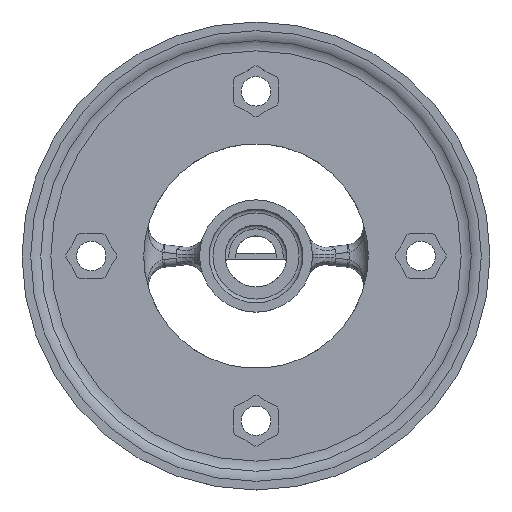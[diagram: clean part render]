
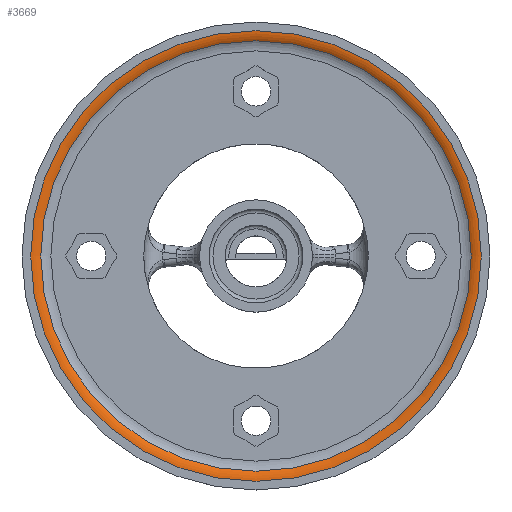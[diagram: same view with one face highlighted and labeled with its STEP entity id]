
A CAD part, top view. The second image highlights one B-rep face of the part: STEP entity #3669.
In plain terms, the highlighted toroidal (fillet/blend) face has major radius 38.208 mm and minor radius 3.175 mm.
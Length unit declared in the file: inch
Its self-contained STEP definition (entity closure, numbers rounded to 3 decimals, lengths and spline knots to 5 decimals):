
#1193=FACE_OUTER_BOUND('',#1403,.T.);
#1403=EDGE_LOOP('',(#3366,#3367,#3368,#3369,#3370,#3371));
#1524=CIRCLE('',#3966,1.50423);
#1525=CIRCLE('',#3967,0.125);
#1526=CIRCLE('',#3968,1.4369);
#1527=CIRCLE('',#3969,1.4369);
#1528=CIRCLE('',#3970,1.50423);
#1868=VERTEX_POINT('',#6994);
#1869=VERTEX_POINT('',#6995);
#1870=VERTEX_POINT('',#6997);
#1871=VERTEX_POINT('',#6999);
#2382=EDGE_CURVE('',#1868,#1869,#1524,.T.);
#2383=EDGE_CURVE('',#1869,#1870,#1525,.T.);
#2384=EDGE_CURVE('',#1870,#1871,#1526,.T.);
#2385=EDGE_CURVE('',#1871,#1870,#1527,.T.);
#2386=EDGE_CURVE('',#1869,#1868,#1528,.T.);
#3366=ORIENTED_EDGE('',*,*,#2382,.T.);
#3367=ORIENTED_EDGE('',*,*,#2383,.T.);
#3368=ORIENTED_EDGE('',*,*,#2384,.T.);
#3369=ORIENTED_EDGE('',*,*,#2385,.T.);
#3370=ORIENTED_EDGE('',*,*,#2383,.F.);
#3371=ORIENTED_EDGE('',*,*,#2386,.T.);
#3502=TOROIDAL_SURFACE('',#3965,1.50423,0.125);
#3669=ADVANCED_FACE('',(#1193),#3502,.T.);
#3965=AXIS2_PLACEMENT_3D('',#6993,#4859,#4860);
#3966=AXIS2_PLACEMENT_3D('',#6996,#4861,#4862);
#3967=AXIS2_PLACEMENT_3D('',#6998,#4863,#4864);
#3968=AXIS2_PLACEMENT_3D('',#7000,#4865,#4866);
#3969=AXIS2_PLACEMENT_3D('',#7001,#4867,#4868);
#3970=AXIS2_PLACEMENT_3D('',#7002,#4869,#4870);
#4859=DIRECTION('center_axis',(0.,0.,-1.));
#4860=DIRECTION('ref_axis',(-1.,0.,0.));
#4861=DIRECTION('center_axis',(0.,0.,1.));
#4862=DIRECTION('ref_axis',(1.,0.,0.));
#4863=DIRECTION('center_axis',(0.,-1.,0.));
#4864=DIRECTION('ref_axis',(1.,0.,0.));
#4865=DIRECTION('center_axis',(0.,0.,-1.));
#4866=DIRECTION('ref_axis',(1.,0.,0.));
#4867=DIRECTION('center_axis',(0.,0.,-1.));
#4868=DIRECTION('ref_axis',(1.,0.,0.));
#4869=DIRECTION('center_axis',(0.,0.,1.));
#4870=DIRECTION('ref_axis',(1.,0.,0.));
#6993=CARTESIAN_POINT('Origin',(0.,0.,0.11122));
#6994=CARTESIAN_POINT('',(-1.50423,0.,0.23622));
#6995=CARTESIAN_POINT('',(1.50423,0.,0.23622));
#6996=CARTESIAN_POINT('Origin',(0.,0.,0.23622));
#6997=CARTESIAN_POINT('',(1.4369,0.,0.21654));
#6998=CARTESIAN_POINT('Origin',(1.50423,0.,
0.11122));
#6999=CARTESIAN_POINT('',(-1.4369,0.,0.21654));
#7000=CARTESIAN_POINT('Origin',(0.,0.,0.21654));
#7001=CARTESIAN_POINT('Origin',(0.,0.,0.21654));
#7002=CARTESIAN_POINT('Origin',(0.,0.,0.23622));
